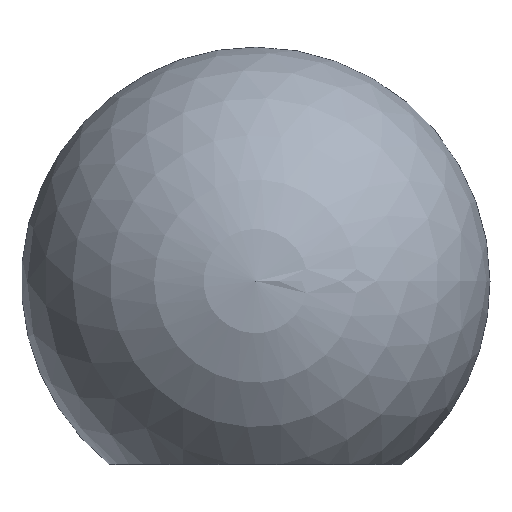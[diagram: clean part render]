
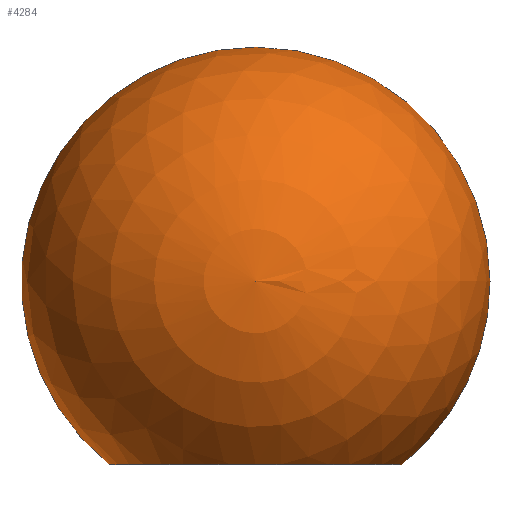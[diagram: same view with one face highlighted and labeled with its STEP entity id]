
A CAD part, top view. The second image highlights one B-rep face of the part: STEP entity #4284.
In plain terms, the highlighted spherical face has radius 12.5 mm.
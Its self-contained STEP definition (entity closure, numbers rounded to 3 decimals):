
#76 = FACE_OUTER_BOUND ( 'NONE', #7439, .T. ) ;
#352 = ORIENTED_EDGE ( 'NONE', *, *, #8393, .F. ) ;
#1157 = CIRCLE ( 'NONE', #11960, 12.5 ) ;
#1217 = EDGE_CURVE ( 'NONE', #13884, #1859, #1157, .T. ) ;
#1320 = AXIS2_PLACEMENT_3D ( 'NONE', #9824, #3235, #9871 ) ;
#1475 = CARTESIAN_POINT ( 'NONE',  ( 0., 0., 0. ) ) ;
#1859 = VERTEX_POINT ( 'NONE', #5335 ) ;
#2334 = EDGE_CURVE ( 'NONE', #12379, #1859, #5109, .T. ) ;
#3108 = ORIENTED_EDGE ( 'NONE', *, *, #2334, .F. ) ;
#3235 = DIRECTION ( 'NONE',  ( 0., 0., -1. ) ) ;
#3717 = CARTESIAN_POINT ( 'NONE',  ( 7.8, -9.768, 0. ) ) ;
#3774 = DIRECTION ( 'NONE',  ( 1., 0., 0. ) ) ;
#4217 = CARTESIAN_POINT ( 'NONE',  ( 0., 0., 0. ) ) ;
#4284 = ADVANCED_FACE ( 'NONE', ( #76 ), #9387, .T. ) ;
#4532 = CIRCLE ( 'NONE', #1320, 12.5 ) ;
#4892 = DIRECTION ( 'NONE',  ( 0., 0., 1. ) ) ;
#5109 = CIRCLE ( 'NONE', #9772, 7.8 ) ;
#5335 = CARTESIAN_POINT ( 'NONE',  ( -7.8, -9.768, 0. ) ) ;
#6052 = DIRECTION ( 'NONE',  ( 1., 0., 0. ) ) ;
#7439 = EDGE_LOOP ( 'NONE', ( #352, #11031, #3108 ) ) ;
#7719 = DIRECTION ( 'NONE',  ( 1., 0., 0. ) ) ;
#8393 = EDGE_CURVE ( 'NONE', #13884, #12379, #4532, .T. ) ;
#8510 = CARTESIAN_POINT ( 'NONE',  ( 0., 12.5, 0. ) ) ;
#9387 = SPHERICAL_SURFACE ( 'NONE', #9420, 12.5 ) ;
#9420 = AXIS2_PLACEMENT_3D ( 'NONE', #4217, #14137, #7719 ) ;
#9772 = AXIS2_PLACEMENT_3D ( 'NONE', #13719, #12608, #6052 ) ;
#9824 = CARTESIAN_POINT ( 'NONE',  ( 0., 0., 0. ) ) ;
#9871 = DIRECTION ( 'NONE',  ( -1., 0., 0. ) ) ;
#11031 = ORIENTED_EDGE ( 'NONE', *, *, #1217, .T. ) ;
#11960 = AXIS2_PLACEMENT_3D ( 'NONE', #1475, #4892, #3774 ) ;
#12379 = VERTEX_POINT ( 'NONE', #3717 ) ;
#12608 = DIRECTION ( 'NONE',  ( 0., -1., 0. ) ) ;
#13719 = CARTESIAN_POINT ( 'NONE',  ( 0., -9.768, 0. ) ) ;
#13884 = VERTEX_POINT ( 'NONE', #8510 ) ;
#14137 = DIRECTION ( 'NONE',  ( 0., 0., 1. ) ) ;
